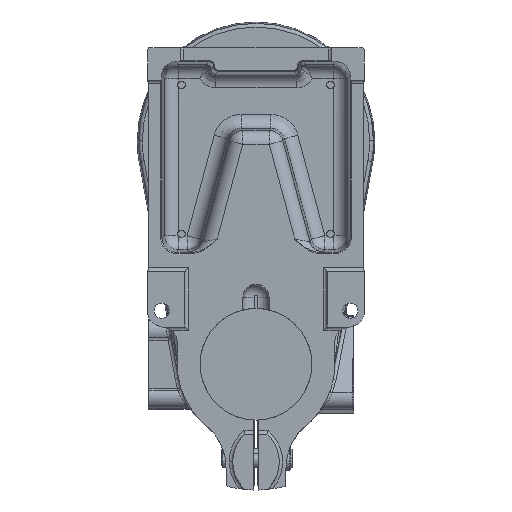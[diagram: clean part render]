
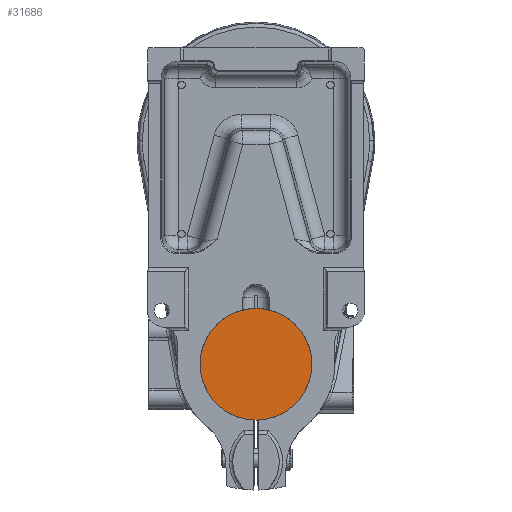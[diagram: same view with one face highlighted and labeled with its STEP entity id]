
A CAD part, front view. The second image highlights one B-rep face of the part: STEP entity #31686.
In plain terms, the highlighted planar face has unit normal (0, -1, 0).
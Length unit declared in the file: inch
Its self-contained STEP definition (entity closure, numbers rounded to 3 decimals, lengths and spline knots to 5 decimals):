
#5036 = VERTEX_POINT ( 'NONE', #38896 ) ;
#8762 = EDGE_CURVE ( 'NONE', #20979, #5036, #40882, .T. ) ;
#8844 = CARTESIAN_POINT ( 'NONE',  ( 0., 0., -1.5 ) ) ;
#11856 = CARTESIAN_POINT ( 'NONE',  ( 0., 0., 0. ) ) ;
#12552 = CARTESIAN_POINT ( 'NONE',  ( 0., 0., 0. ) ) ;
#13262 = DIRECTION ( 'NONE',  ( 0., 1., 0. ) ) ;
#20979 = VERTEX_POINT ( 'NONE', #8844 ) ;
#26339 = AXIS2_PLACEMENT_3D ( 'NONE', #12552, #28281, #43811 ) ;
#27579 = DIRECTION ( 'NONE',  ( 0., 1., 0. ) ) ;
#28281 = DIRECTION ( 'NONE',  ( 0., 1., 0. ) ) ;
#28754 = AXIS2_PLACEMENT_3D ( 'NONE', #48308, #13262, #28997 ) ;
#28997 = DIRECTION ( 'NONE',  ( 0., 0., 1. ) ) ;
#29203 = CIRCLE ( 'NONE', #35739, 1.5 ) ;
#31686 = ADVANCED_FACE ( 'NONE', ( #32106 ), #47611, .F. ) ;
#32106 = FACE_OUTER_BOUND ( 'NONE', #44717, .T. ) ;
#35739 = AXIS2_PLACEMENT_3D ( 'NONE', #11856, #27579, #43107 ) ;
#35994 = ORIENTED_EDGE ( 'NONE', *, *, #49886, .F. ) ;
#38896 = CARTESIAN_POINT ( 'NONE',  ( 0., 0., 1.5 ) ) ;
#40053 = ORIENTED_EDGE ( 'NONE', *, *, #8762, .F. ) ;
#40882 = CIRCLE ( 'NONE', #28754, 1.5 ) ;
#43107 = DIRECTION ( 'NONE',  ( 0., 0., 1. ) ) ;
#43811 = DIRECTION ( 'NONE',  ( 0., 0., 1. ) ) ;
#44717 = EDGE_LOOP ( 'NONE', ( #40053, #35994 ) ) ;
#47611 = PLANE ( 'NONE',  #26339 ) ;
#48308 = CARTESIAN_POINT ( 'NONE',  ( 0., 0., 0. ) ) ;
#49886 = EDGE_CURVE ( 'NONE', #5036, #20979, #29203, .T. ) ;
